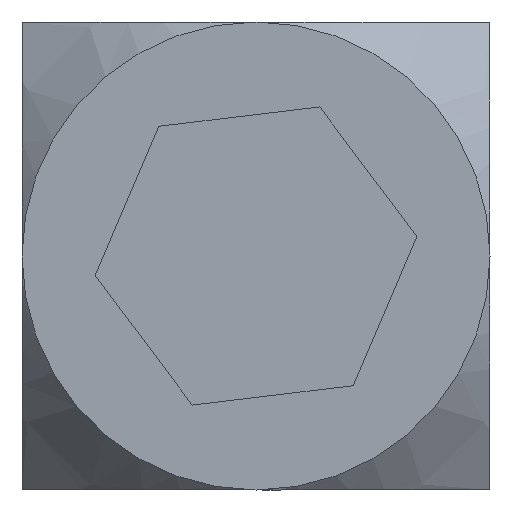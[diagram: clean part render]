
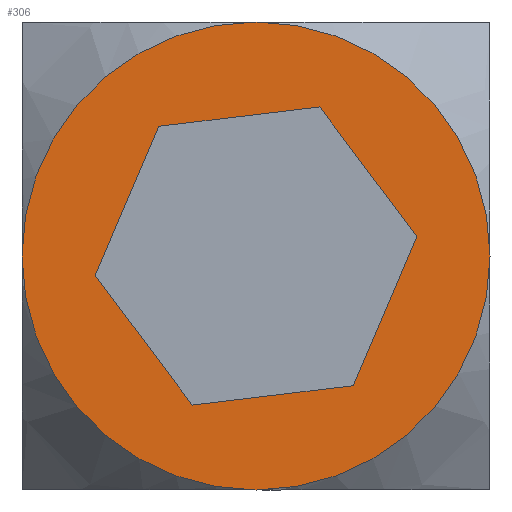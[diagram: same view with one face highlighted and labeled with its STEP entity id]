
A CAD part, front view. The second image highlights one B-rep face of the part: STEP entity #306.
In plain terms, the highlighted planar face has unit normal (0, -1, 0).
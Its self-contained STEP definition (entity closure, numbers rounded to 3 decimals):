
#6 = VERTEX_POINT ( 'NONE', #651 ) ;
#28 = AXIS2_PLACEMENT_3D ( 'NONE', #279, #551, #850 ) ;
#35 = LINE ( 'NONE', #744, #206 ) ;
#62 = LINE ( 'NONE', #683, #420 ) ;
#64 = CARTESIAN_POINT ( 'NONE',  ( 5., -10., -5. ) ) ;
#83 = EDGE_LOOP ( 'NONE', ( #299, #249 ) ) ;
#121 = DIRECTION ( 'NONE',  ( -0.393, 0., -0.92 ) ) ;
#139 = VERTEX_POINT ( 'NONE', #524 ) ;
#163 = VECTOR ( 'NONE', #823, 1000. ) ;
#175 = ORIENTED_EDGE ( 'NONE', *, *, #748, .F. ) ;
#179 = LINE ( 'NONE', #271, #456 ) ;
#186 = DIRECTION ( 'NONE',  ( -0.993, 0., -0.12 ) ) ;
#189 = ORIENTED_EDGE ( 'NONE', *, *, #853, .F. ) ;
#192 = ORIENTED_EDGE ( 'NONE', *, *, #658, .F. ) ;
#194 = DIRECTION ( 'NONE',  ( 0., 0., -1. ) ) ;
#206 = VECTOR ( 'NONE', #121, 1000. ) ;
#211 = DIRECTION ( 'NONE',  ( 0.993, 0., 0.12 ) ) ;
#220 = FACE_BOUND ( 'NONE', #440, .T. ) ;
#249 = ORIENTED_EDGE ( 'NONE', *, *, #528, .T. ) ;
#271 = CARTESIAN_POINT ( 'NONE',  ( 8.439, -10., -4.585 ) ) ;
#279 = CARTESIAN_POINT ( 'NONE',  ( 5., -10., -5. ) ) ;
#299 = ORIENTED_EDGE ( 'NONE', *, *, #779, .T. ) ;
#306 = ADVANCED_FACE ( 'NONE', ( #864, #220 ), #470, .T. ) ;
#323 = CARTESIAN_POINT ( 'NONE',  ( 3.639, -10., -8.186 ) ) ;
#348 = LINE ( 'NONE', #397, #163 ) ;
#364 = CARTESIAN_POINT ( 'NONE',  ( 6.361, -10., -1.814 ) ) ;
#376 = EDGE_CURVE ( 'NONE', #6, #487, #179, .T. ) ;
#384 = VECTOR ( 'NONE', #211, 1000. ) ;
#392 = EDGE_CURVE ( 'NONE', #576, #6, #348, .T. ) ;
#397 = CARTESIAN_POINT ( 'NONE',  ( 7.079, -10., -7.771 ) ) ;
#420 = VECTOR ( 'NONE', #186, 1000. ) ;
#440 = EDGE_LOOP ( 'NONE', ( #175, #189, #192, #575, #673, #637 ) ) ;
#456 = VECTOR ( 'NONE', #912, 1000. ) ;
#470 = PLANE ( 'NONE',  #675 ) ;
#479 = DIRECTION ( 'NONE',  ( 0., -1., 0. ) ) ;
#487 = VERTEX_POINT ( 'NONE', #364 ) ;
#507 = EDGE_CURVE ( 'NONE', #487, #859, #62, .T. ) ;
#524 = CARTESIAN_POINT ( 'NONE',  ( 5., -10., -10. ) ) ;
#528 = EDGE_CURVE ( 'NONE', #139, #772, #572, .T. ) ;
#549 = CARTESIAN_POINT ( 'NONE',  ( 5., -10., -5. ) ) ;
#550 = CARTESIAN_POINT ( 'NONE',  ( 5., -10., 0. ) ) ;
#551 = DIRECTION ( 'NONE',  ( 0., -1., 0. ) ) ;
#557 = CARTESIAN_POINT ( 'NONE',  ( 3.639, -10., -8.186 ) ) ;
#572 = CIRCLE ( 'NONE', #28, 5. ) ;
#575 = ORIENTED_EDGE ( 'NONE', *, *, #507, .F. ) ;
#576 = VERTEX_POINT ( 'NONE', #755 ) ;
#604 = VECTOR ( 'NONE', #855, 1000. ) ;
#610 = DIRECTION ( 'NONE',  ( 0., -1., 0. ) ) ;
#624 = DIRECTION ( 'NONE',  ( 0., 0., -1. ) ) ;
#632 = CIRCLE ( 'NONE', #835, 5. ) ;
#637 = ORIENTED_EDGE ( 'NONE', *, *, #392, .F. ) ;
#648 = VERTEX_POINT ( 'NONE', #323 ) ;
#651 = CARTESIAN_POINT ( 'NONE',  ( 8.439, -10., -4.585 ) ) ;
#652 = LINE ( 'NONE', #557, #384 ) ;
#658 = EDGE_CURVE ( 'NONE', #859, #763, #35, .T. ) ;
#673 = ORIENTED_EDGE ( 'NONE', *, *, #376, .F. ) ;
#674 = LINE ( 'NONE', #844, #604 ) ;
#675 = AXIS2_PLACEMENT_3D ( 'NONE', #549, #610, #194 ) ;
#683 = CARTESIAN_POINT ( 'NONE',  ( 6.361, -10., -1.814 ) ) ;
#744 = CARTESIAN_POINT ( 'NONE',  ( 2.921, -10., -2.229 ) ) ;
#748 = EDGE_CURVE ( 'NONE', #648, #576, #652, .T. ) ;
#755 = CARTESIAN_POINT ( 'NONE',  ( 7.079, -10., -7.771 ) ) ;
#763 = VERTEX_POINT ( 'NONE', #771 ) ;
#771 = CARTESIAN_POINT ( 'NONE',  ( 1.561, -10., -5.415 ) ) ;
#772 = VERTEX_POINT ( 'NONE', #550 ) ;
#779 = EDGE_CURVE ( 'NONE', #772, #139, #632, .T. ) ;
#787 = CARTESIAN_POINT ( 'NONE',  ( 2.921, -10., -2.229 ) ) ;
#823 = DIRECTION ( 'NONE',  ( 0.393, 0., 0.92 ) ) ;
#835 = AXIS2_PLACEMENT_3D ( 'NONE', #64, #479, #624 ) ;
#844 = CARTESIAN_POINT ( 'NONE',  ( 1.561, -10., -5.415 ) ) ;
#850 = DIRECTION ( 'NONE',  ( 0., 0., -1. ) ) ;
#853 = EDGE_CURVE ( 'NONE', #763, #648, #674, .T. ) ;
#855 = DIRECTION ( 'NONE',  ( 0.6, 0., -0.8 ) ) ;
#859 = VERTEX_POINT ( 'NONE', #787 ) ;
#864 = FACE_OUTER_BOUND ( 'NONE', #83, .T. ) ;
#912 = DIRECTION ( 'NONE',  ( -0.6, 0., 0.8 ) ) ;
